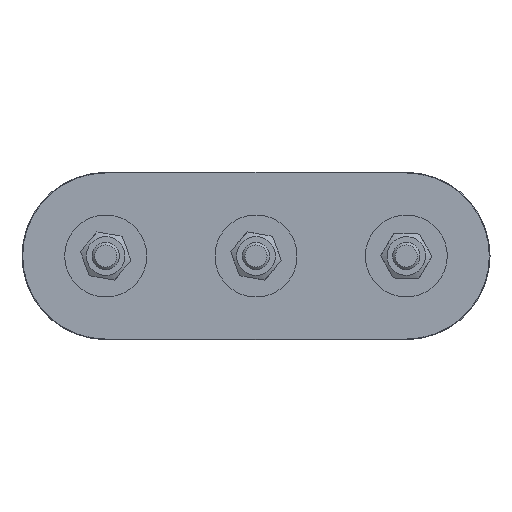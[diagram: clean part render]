
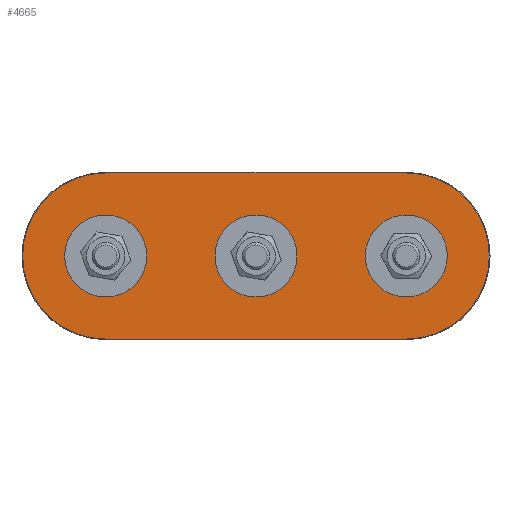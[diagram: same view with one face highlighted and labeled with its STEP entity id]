
A CAD part, front view. The second image highlights one B-rep face of the part: STEP entity #4665.
In plain terms, the highlighted planar face has unit normal (0, -1, 0).
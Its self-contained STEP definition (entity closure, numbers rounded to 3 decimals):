
#340=FACE_BOUND('',#1516,.T.);
#341=FACE_BOUND('',#1517,.T.);
#342=FACE_BOUND('',#1518,.T.);
#411=PLANE('',#5375);
#506=LINE('',#8515,#617);
#507=LINE('',#8518,#618);
#617=VECTOR('',#6865,10.);
#618=VECTOR('',#6868,10.);
#987=FACE_OUTER_BOUND('',#1515,.T.);
#1515=EDGE_LOOP('',(#4040,#4041,#4042,#4043));
#1516=EDGE_LOOP('',(#4044));
#1517=EDGE_LOOP('',(#4045));
#1518=EDGE_LOOP('',(#4046));
#1664=CIRCLE('',#4902,4.);
#1787=CIRCLE('',#5127,4.);
#1916=CIRCLE('',#5359,4.);
#1922=CIRCLE('',#5376,24.3);
#1923=CIRCLE('',#5377,24.3);
#2071=VERTEX_POINT('',#7384);
#2212=VERTEX_POINT('',#7884);
#2365=VERTEX_POINT('',#8452);
#2377=VERTEX_POINT('',#8511);
#2378=VERTEX_POINT('',#8512);
#2379=VERTEX_POINT('',#8514);
#2380=VERTEX_POINT('',#8516);
#2550=EDGE_CURVE('',#2071,#2071,#1664,.T.);
#2728=EDGE_CURVE('',#2212,#2212,#1787,.T.);
#2920=EDGE_CURVE('',#2365,#2365,#1916,.T.);
#2941=EDGE_CURVE('',#2377,#2378,#1922,.T.);
#2942=EDGE_CURVE('',#2379,#2377,#506,.T.);
#2943=EDGE_CURVE('',#2380,#2379,#1923,.T.);
#2944=EDGE_CURVE('',#2378,#2380,#507,.T.);
#4040=ORIENTED_EDGE('',*,*,#2941,.F.);
#4041=ORIENTED_EDGE('',*,*,#2942,.F.);
#4042=ORIENTED_EDGE('',*,*,#2943,.F.);
#4043=ORIENTED_EDGE('',*,*,#2944,.F.);
#4044=ORIENTED_EDGE('',*,*,#2550,.T.);
#4045=ORIENTED_EDGE('',*,*,#2728,.T.);
#4046=ORIENTED_EDGE('',*,*,#2920,.T.);
#4665=ADVANCED_FACE('',(#987,#340,#341,#342),#411,.T.);
#4902=AXIS2_PLACEMENT_3D('',#7386,#5848,#5849);
#5127=AXIS2_PLACEMENT_3D('',#7886,#6327,#6328);
#5359=AXIS2_PLACEMENT_3D('',#8454,#6821,#6822);
#5375=AXIS2_PLACEMENT_3D('',#8510,#6861,#6862);
#5376=AXIS2_PLACEMENT_3D('',#8513,#6863,#6864);
#5377=AXIS2_PLACEMENT_3D('',#8517,#6866,#6867);
#5848=DIRECTION('center_axis',(0.,1.,0.));
#5849=DIRECTION('ref_axis',(1.,0.,-0.019));
#6327=DIRECTION('center_axis',(0.,1.,0.));
#6328=DIRECTION('ref_axis',(-0.985,0.,0.174));
#6821=DIRECTION('center_axis',(0.,1.,0.));
#6822=DIRECTION('ref_axis',(0.985,0.,-0.174));
#6861=DIRECTION('center_axis',(0.,-1.,0.));
#6862=DIRECTION('ref_axis',(1.,0.,0.));
#6863=DIRECTION('center_axis',(0.,1.,0.));
#6864=DIRECTION('ref_axis',(1.,0.,0.));
#6865=DIRECTION('',(1.,0.,0.));
#6866=DIRECTION('center_axis',(0.,1.,0.));
#6867=DIRECTION('ref_axis',(-1.,0.,0.));
#6868=DIRECTION('',(-1.,0.,0.));
#7384=CARTESIAN_POINT('',(40.001,0.,0.076));
#7386=CARTESIAN_POINT('Origin',(44.,0.,0.));
#7884=CARTESIAN_POINT('',(3.939,0.,-0.694));
#7886=CARTESIAN_POINT('Origin',(0.,0.,0.));
#8452=CARTESIAN_POINT('',(-47.939,0.,0.695));
#8454=CARTESIAN_POINT('Origin',(-44.,0.,0.));
#8510=CARTESIAN_POINT('Origin',(0.,0.,0.));
#8511=CARTESIAN_POINT('',(44.,0.,24.3));
#8512=CARTESIAN_POINT('',(44.,0.,-24.3));
#8513=CARTESIAN_POINT('Origin',(44.,0.,0.));
#8514=CARTESIAN_POINT('',(-44.,0.,24.3));
#8515=CARTESIAN_POINT('',(22.,0.,24.3));
#8516=CARTESIAN_POINT('',(-44.,0.,-24.3));
#8517=CARTESIAN_POINT('Origin',(-44.,0.,0.));
#8518=CARTESIAN_POINT('',(-22.,0.,-24.3));
